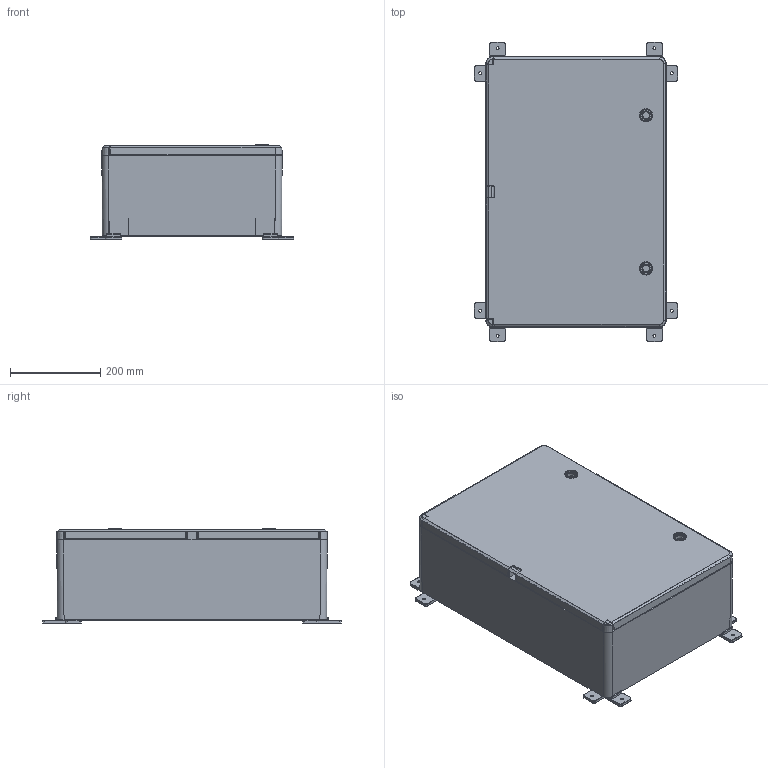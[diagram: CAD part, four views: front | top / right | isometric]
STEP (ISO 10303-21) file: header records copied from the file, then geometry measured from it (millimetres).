
FILE_DESCRIPTION (( 'STEP AP214' ), '1' );
FILE_NAME ('MKP92-N-604020-65 ÙÌÏï-ÓÕË1-IP65 IEK.STEP', '2024-03-11T11:54:37', ( '' ), ( '' ), 'SwSTEP 2.0', 'SolidWorks 2022', '' );
FILE_SCHEMA (( 'AUTOMOTIVE_DESIGN' ));
Length unit declared in the file: millimetre
Products named in the file (11): MKP92-N-604020-65 ЩМПп-УХЛ1-IP65 IEK; 400x600x200.sldasm-Part-3; 400x600x200.sldasm-Part-9; 400x600x200.sldasm-Part-8; 400x600x200.sldasm-Part-2; 400x600x200.sldasm-Part-1; 400x600x200.sldasm-Part-6; 400x600x200.sldasm-Part-4; 400x600x200.sldasm-Part-7; 400x600x200.sldasm-Part-10; 400x600x200.sldasm-Part-5
Assembly tree (10 placements, depth 2):
  MKP92-N-604020-65 ЩМПп-УХЛ1-IP65 IEK
    400x600x200.sldasm-Part-1
    400x600x200.sldasm-Part-2
    400x600x200.sldasm-Part-3
    400x600x200.sldasm-Part-4
    400x600x200.sldasm-Part-5
    400x600x200.sldasm-Part-6
    400x600x200.sldasm-Part-7
    400x600x200.sldasm-Part-8
    400x600x200.sldasm-Part-9
    400x600x200.sldasm-Part-10
Bounding box: 450.8 x 663.75 x 209.54 mm (x, y, z)
Volume: 3141529.6 mm3; surface area: 2160184.9 mm2
Topology: 10 solids, 10 shells, 1960 faces, 5054 edges, 3212 vertices
Faces by surface type: plane 997, cone 355, bspline 354, cylinder 254
Entity records: 83513 total; most frequent: CARTESIAN_POINT 39042, ORIENTED_EDGE 10096, DIRECTION 7629, EDGE_CURVE 5048, VERTEX_POINT 3211, LINE 2761, VECTOR 2761, AXIS2_PLACEMENT_3D 2434
